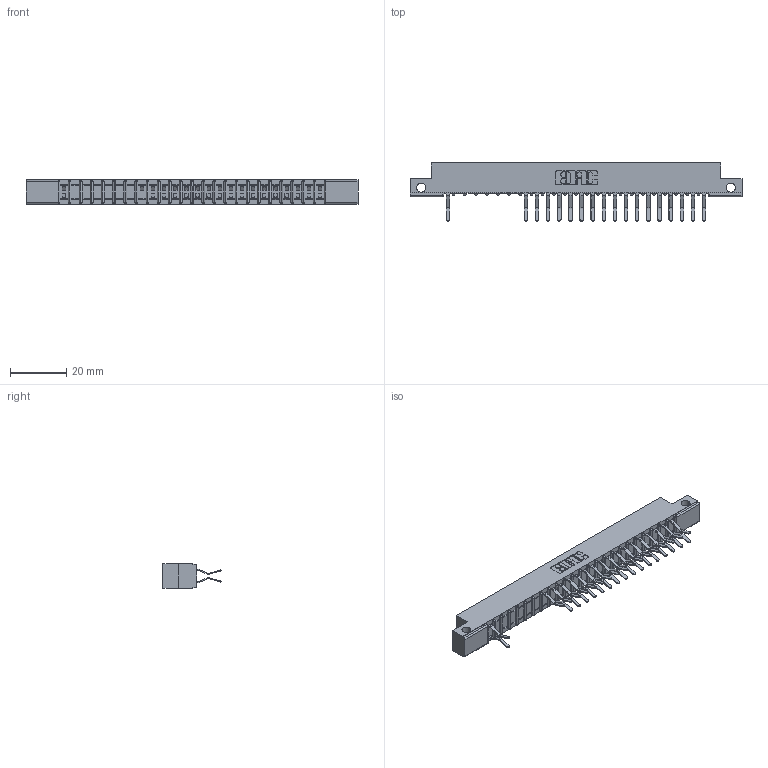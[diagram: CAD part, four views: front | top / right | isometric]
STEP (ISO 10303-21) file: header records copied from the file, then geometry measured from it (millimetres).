
FILE_DESCRIPTION (( 'STEP AP203' ), '1' );
FILE_NAME ('307-048-560-212.STEP', '2018-08-06T04:10:52', ( '' ), ( '' ), 'SwSTEP 2.0', 'SolidWorks 2016', '' );
FILE_SCHEMA (( 'CONFIG_CONTROL_DESIGN' ));
Length unit declared in the file: inch
Products named in the file (3): 307-290-001_560; 307-048-560-212; 307 Part_.128 Dia Side Mounting Holes
Assembly tree (36 placements, depth 2):
  307-048-560-212
    307 Part_.128 Dia Side Mounting Holes
    307-290-001_560  x35
Bounding box: 118.11 x 20.73 x 8.71 mm (x, y, z)
Volume: 7524.8 mm3; surface area: 12527.7 mm2
Topology: 36 solids, 36 shells, 2023 faces, 5709 edges, 3690 vertices
Faces by surface type: plane 1303, cylinder 670, sphere 50
Entity records: 23252 total; most frequent: CARTESIAN_POINT 3863, ORIENTED_EDGE 3838, DIRECTION 3779, EDGE_CURVE 1919, LINE 1463, VECTOR 1463, VERTEX_POINT 1242, AXIS2_PLACEMENT_3D 1158
